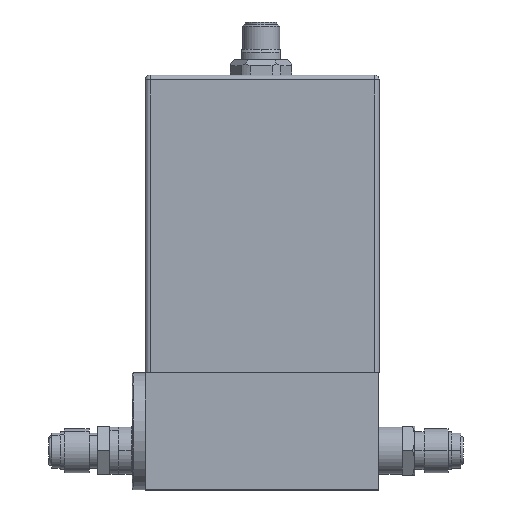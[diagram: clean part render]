
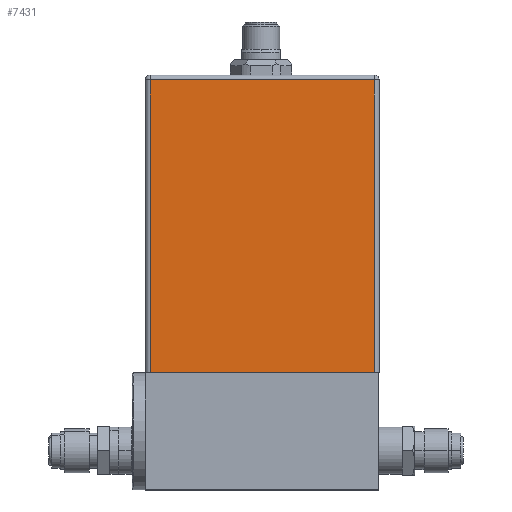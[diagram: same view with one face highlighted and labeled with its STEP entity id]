
A CAD part, top view. The second image highlights one B-rep face of the part: STEP entity #7431.
In plain terms, the highlighted planar face has unit normal (0, 0, 1).
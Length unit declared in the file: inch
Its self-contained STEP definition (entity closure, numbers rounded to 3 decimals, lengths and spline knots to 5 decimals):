
#410=DIRECTION('',(1.,0.,0.));
#411=VECTOR('',#410,2.856);
#412=CARTESIAN_POINT('',(-1.426,1.49,0.746));
#413=LINE('',#412,#411);
#418=DIRECTION('',(0.,1.,0.));
#419=VECTOR('',#418,3.728);
#420=CARTESIAN_POINT('',(-1.426,1.49,0.746));
#421=LINE('',#420,#419);
#459=DIRECTION('',(1.,0.,0.));
#460=VECTOR('',#459,2.856);
#461=CARTESIAN_POINT('',(-1.426,5.218,0.746));
#462=LINE('',#461,#460);
#1328=DIRECTION('',(0.,1.,0.));
#1329=VECTOR('',#1328,3.728);
#1330=CARTESIAN_POINT('',(1.43,1.49,0.746));
#1331=LINE('',#1330,#1329);
#5101=CARTESIAN_POINT('',(-1.426,1.49,0.746));
#5102=CARTESIAN_POINT('',(-1.426,5.218,0.746));
#5103=VERTEX_POINT('',#5101);
#5104=VERTEX_POINT('',#5102);
#5109=CARTESIAN_POINT('',(1.43,5.218,0.746));
#5110=VERTEX_POINT('',#5109);
#5115=CARTESIAN_POINT('',(1.43,1.49,0.746));
#5116=VERTEX_POINT('',#5115);
#7420=CARTESIAN_POINT('',(-1.488,1.49,0.746));
#7421=DIRECTION('',(0.,0.,1.));
#7422=DIRECTION('',(1.,0.,0.));
#7423=AXIS2_PLACEMENT_3D('',#7420,#7421,#7422);
#7424=PLANE('',#7423);
#7425=ORIENTED_EDGE('',*,*,#6146,.F.);
#7426=ORIENTED_EDGE('',*,*,#6163,.T.);
#7427=ORIENTED_EDGE('',*,*,#6202,.T.);
#7428=ORIENTED_EDGE('',*,*,#7410,.F.);
#7429=EDGE_LOOP('',(#7425,#7426,#7427,#7428));
#7430=FACE_OUTER_BOUND('',#7429,.F.);
#7431=ADVANCED_FACE('',(#7430),#7424,.T.);
#6146=EDGE_CURVE('',#5103,#5116,#413,.T.);
#6163=EDGE_CURVE('',#5103,#5104,#421,.T.);
#6202=EDGE_CURVE('',#5104,#5110,#462,.T.);
#7410=EDGE_CURVE('',#5116,#5110,#1331,.T.);
